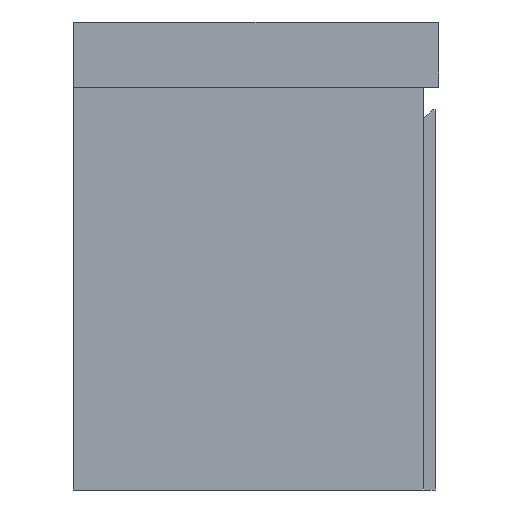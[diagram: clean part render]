
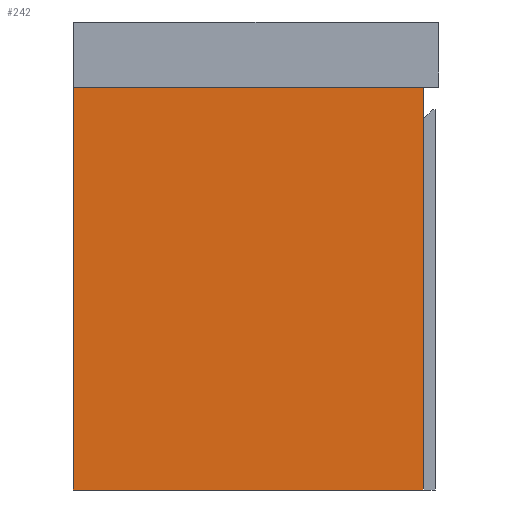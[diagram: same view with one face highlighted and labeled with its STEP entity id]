
A CAD part, left-side view. The second image highlights one B-rep face of the part: STEP entity #242.
In plain terms, the highlighted planar face has unit normal (-1, 0, 0).
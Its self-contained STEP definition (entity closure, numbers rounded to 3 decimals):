
#242=ADVANCED_FACE('',(#314),#1141,.T.);
#314=FACE_OUTER_BOUND('',#386,.T.);
#386=EDGE_LOOP('',(#643,#644,#645,#646));
#643=ORIENTED_EDGE('',*,*,#824,.F.);
#644=ORIENTED_EDGE('',*,*,#811,.T.);
#645=ORIENTED_EDGE('',*,*,#822,.T.);
#646=ORIENTED_EDGE('',*,*,#823,.F.);
#811=EDGE_CURVE('',#1064,#1063,#959,.T.);
#822=EDGE_CURVE('',#1063,#1071,#970,.T.);
#823=EDGE_CURVE('',#1072,#1071,#971,.T.);
#824=EDGE_CURVE('',#1064,#1072,#972,.T.);
#959=B_SPLINE_CURVE_WITH_KNOTS('',1,(#2118,#2119),.UNSPECIFIED.,.F.,.F.,
(2,2),(-550.,0.),.UNSPECIFIED.);
#970=B_SPLINE_CURVE_WITH_KNOTS('',1,(#2140,#2141),.UNSPECIFIED.,.F.,.F.,
(2,2),(-479.,0.),.UNSPECIFIED.);
#971=B_SPLINE_CURVE_WITH_KNOTS('',1,(#2142,#2143),.UNSPECIFIED.,.F.,.F.,
(2,2),(-550.,0.),.UNSPECIFIED.);
#972=B_SPLINE_CURVE_WITH_KNOTS('',1,(#2144,#2145),.UNSPECIFIED.,.F.,.F.,
(2,2),(-479.,0.),.UNSPECIFIED.);
#1063=VERTEX_POINT('',#2098);
#1064=VERTEX_POINT('',#2099);
#1071=VERTEX_POINT('',#2106);
#1072=VERTEX_POINT('',#2107);
#1141=PLANE('',#1334);
#1334=AXIS2_PLACEMENT_3D('',#2087,#1421,$);
#1421=DIRECTION('',(-1.,0.,0.));
#2087=CARTESIAN_POINT('',(-444.,-330.,526.9));
#2098=CARTESIAN_POINT('',(-444.,275.,479.));
#2099=CARTESIAN_POINT('',(-444.,-275.,479.));
#2106=CARTESIAN_POINT('',(-444.,275.,0.));
#2107=CARTESIAN_POINT('',(-444.,-275.,0.));
#2118=CARTESIAN_POINT('',(-444.,-275.,479.));
#2119=CARTESIAN_POINT('',(-444.,275.,479.));
#2140=CARTESIAN_POINT('',(-444.,275.,479.));
#2141=CARTESIAN_POINT('',(-444.,275.,0.));
#2142=CARTESIAN_POINT('',(-444.,-275.,0.));
#2143=CARTESIAN_POINT('',(-444.,275.,0.));
#2144=CARTESIAN_POINT('',(-444.,-275.,479.));
#2145=CARTESIAN_POINT('',(-444.,-275.,0.));
